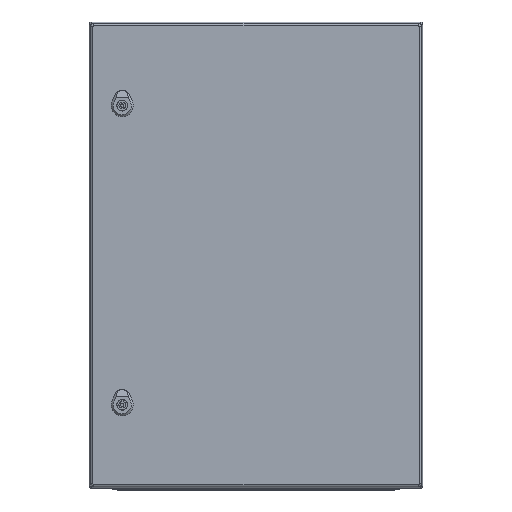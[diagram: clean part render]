
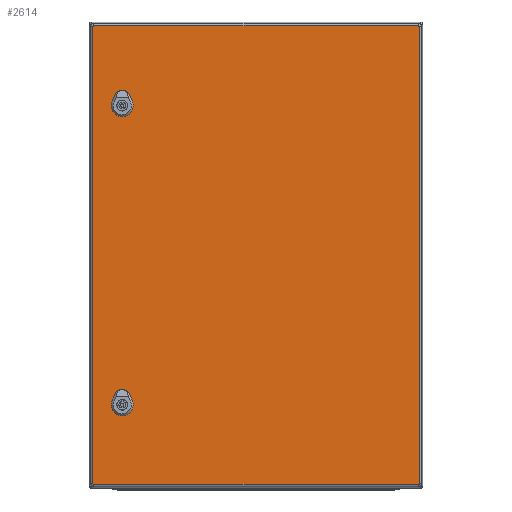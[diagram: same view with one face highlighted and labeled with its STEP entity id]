
A CAD part, top view. The second image highlights one B-rep face of the part: STEP entity #2614.
In plain terms, the highlighted face is planar.
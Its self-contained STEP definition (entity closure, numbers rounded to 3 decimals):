
#1525=FACE_BOUND('',#3953,.T.);
#1526=FACE_BOUND('',#3954,.T.);
#1527=FACE_BOUND('',#3955,.T.);
#2173=CIRCLE('',#10665,1.);
#2174=CIRCLE('',#10666,1.);
#2175=CIRCLE('',#10667,1.);
#2176=CIRCLE('',#10668,1.);
#2177=CIRCLE('',#10669,11.25);
#2178=CIRCLE('',#10670,11.25);
#2179=CIRCLE('',#10671,11.25);
#2180=CIRCLE('',#10672,11.25);
#2181=CIRCLE('',#10673,11.25);
#2182=CIRCLE('',#10674,11.25);
#2183=CIRCLE('',#10675,11.25);
#2184=CIRCLE('',#10676,11.25);
#2614=ADVANCED_FACE('',(#1525,#1526,#1527),#2923,.F.);
#2923=PLANE('',#10677);
#3953=EDGE_LOOP('',(#5563,#5564,#5565,#5566,#5567,#5568,#5569,#5570));
#3954=EDGE_LOOP('',(#5571,#5572,#5573,#5574,#5575,#5576,#5577,#5578));
#3955=EDGE_LOOP('',(#5579,#5580,#5581,#5582,#5583,#5584,#5585,#5586));
#5563=ORIENTED_EDGE('',*,*,#8241,.F.);
#5564=ORIENTED_EDGE('',*,*,#8242,.F.);
#5565=ORIENTED_EDGE('',*,*,#8243,.F.);
#5566=ORIENTED_EDGE('',*,*,#8244,.F.);
#5567=ORIENTED_EDGE('',*,*,#8245,.F.);
#5568=ORIENTED_EDGE('',*,*,#8246,.F.);
#5569=ORIENTED_EDGE('',*,*,#8247,.F.);
#5570=ORIENTED_EDGE('',*,*,#8248,.F.);
#5571=ORIENTED_EDGE('',*,*,#8249,.T.);
#5572=ORIENTED_EDGE('',*,*,#8250,.T.);
#5573=ORIENTED_EDGE('',*,*,#8251,.T.);
#5574=ORIENTED_EDGE('',*,*,#8252,.T.);
#5575=ORIENTED_EDGE('',*,*,#8253,.T.);
#5576=ORIENTED_EDGE('',*,*,#8254,.T.);
#5577=ORIENTED_EDGE('',*,*,#8255,.T.);
#5578=ORIENTED_EDGE('',*,*,#8256,.T.);
#5579=ORIENTED_EDGE('',*,*,#8257,.F.);
#5580=ORIENTED_EDGE('',*,*,#8258,.F.);
#5581=ORIENTED_EDGE('',*,*,#8259,.F.);
#5582=ORIENTED_EDGE('',*,*,#8260,.F.);
#5583=ORIENTED_EDGE('',*,*,#8261,.F.);
#5584=ORIENTED_EDGE('',*,*,#8262,.F.);
#5585=ORIENTED_EDGE('',*,*,#8263,.F.);
#5586=ORIENTED_EDGE('',*,*,#8264,.F.);
#7219=VERTEX_POINT('',#15732);
#7220=VERTEX_POINT('',#15733);
#7221=VERTEX_POINT('',#15735);
#7222=VERTEX_POINT('',#15737);
#7223=VERTEX_POINT('',#15739);
#7224=VERTEX_POINT('',#15741);
#7225=VERTEX_POINT('',#15743);
#7226=VERTEX_POINT('',#15745);
#7227=VERTEX_POINT('',#15748);
#7228=VERTEX_POINT('',#15749);
#7229=VERTEX_POINT('',#15751);
#7230=VERTEX_POINT('',#15753);
#7231=VERTEX_POINT('',#15755);
#7232=VERTEX_POINT('',#15757);
#7233=VERTEX_POINT('',#15759);
#7234=VERTEX_POINT('',#15761);
#7235=VERTEX_POINT('',#15764);
#7236=VERTEX_POINT('',#15765);
#7237=VERTEX_POINT('',#15767);
#7238=VERTEX_POINT('',#15769);
#7239=VERTEX_POINT('',#15771);
#7240=VERTEX_POINT('',#15773);
#7241=VERTEX_POINT('',#15775);
#7242=VERTEX_POINT('',#15777);
#8241=EDGE_CURVE('',#7219,#7220,#2173,.T.);
#8242=EDGE_CURVE('',#7221,#7219,#9065,.T.);
#8243=EDGE_CURVE('',#7222,#7221,#2174,.T.);
#8244=EDGE_CURVE('',#7223,#7222,#9066,.T.);
#8245=EDGE_CURVE('',#7224,#7223,#2175,.T.);
#8246=EDGE_CURVE('',#7225,#7224,#9067,.T.);
#8247=EDGE_CURVE('',#7226,#7225,#2176,.T.);
#8248=EDGE_CURVE('',#7220,#7226,#9068,.T.);
#8249=EDGE_CURVE('',#7227,#7228,#9069,.T.);
#8250=EDGE_CURVE('',#7228,#7229,#2177,.T.);
#8251=EDGE_CURVE('',#7229,#7230,#9070,.T.);
#8252=EDGE_CURVE('',#7230,#7231,#2178,.T.);
#8253=EDGE_CURVE('',#7231,#7232,#9071,.T.);
#8254=EDGE_CURVE('',#7232,#7233,#2179,.T.);
#8255=EDGE_CURVE('',#7233,#7234,#9072,.T.);
#8256=EDGE_CURVE('',#7234,#7227,#2180,.T.);
#8257=EDGE_CURVE('',#7235,#7236,#2181,.T.);
#8258=EDGE_CURVE('',#7237,#7235,#9073,.T.);
#8259=EDGE_CURVE('',#7238,#7237,#2182,.T.);
#8260=EDGE_CURVE('',#7239,#7238,#9074,.T.);
#8261=EDGE_CURVE('',#7240,#7239,#2183,.T.);
#8262=EDGE_CURVE('',#7241,#7240,#9075,.T.);
#8263=EDGE_CURVE('',#7242,#7241,#2184,.T.);
#8264=EDGE_CURVE('',#7236,#7242,#9076,.T.);
#9065=LINE('',#15734,#9717);
#9066=LINE('',#15738,#9718);
#9067=LINE('',#15742,#9719);
#9068=LINE('',#15746,#9720);
#9069=LINE('',#15747,#9721);
#9070=LINE('',#15752,#9722);
#9071=LINE('',#15756,#9723);
#9072=LINE('',#15760,#9724);
#9073=LINE('',#15766,#9725);
#9074=LINE('',#15770,#9726);
#9075=LINE('',#15774,#9727);
#9076=LINE('',#15778,#9728);
#9717=VECTOR('',#12715,1.);
#9718=VECTOR('',#12718,1.);
#9719=VECTOR('',#12721,1.);
#9720=VECTOR('',#12724,1.);
#9721=VECTOR('',#12725,1.);
#9722=VECTOR('',#12728,1.);
#9723=VECTOR('',#12731,1.);
#9724=VECTOR('',#12734,1.);
#9725=VECTOR('',#12739,1.);
#9726=VECTOR('',#12742,1.);
#9727=VECTOR('',#12745,1.);
#9728=VECTOR('',#12748,1.);
#10665=AXIS2_PLACEMENT_3D('',#15731,#12713,#12714);
#10666=AXIS2_PLACEMENT_3D('',#15736,#12716,#12717);
#10667=AXIS2_PLACEMENT_3D('',#15740,#12719,#12720);
#10668=AXIS2_PLACEMENT_3D('',#15744,#12722,#12723);
#10669=AXIS2_PLACEMENT_3D('',#15750,#12726,#12727);
#10670=AXIS2_PLACEMENT_3D('',#15754,#12729,#12730);
#10671=AXIS2_PLACEMENT_3D('',#15758,#12732,#12733);
#10672=AXIS2_PLACEMENT_3D('',#15762,#12735,#12736);
#10673=AXIS2_PLACEMENT_3D('',#15763,#12737,#12738);
#10674=AXIS2_PLACEMENT_3D('',#15768,#12740,#12741);
#10675=AXIS2_PLACEMENT_3D('',#15772,#12743,#12744);
#10676=AXIS2_PLACEMENT_3D('',#15776,#12746,#12747);
#10677=AXIS2_PLACEMENT_3D('',#15779,#12749,#12750);
#12713=DIRECTION('',(0.,0.,1.));
#12714=DIRECTION('',(1.,0.,0.));
#12715=DIRECTION('',(0.,-1.,0.));
#12716=DIRECTION('',(0.,0.,1.));
#12717=DIRECTION('',(1.,0.,0.));
#12718=DIRECTION('',(-1.,0.,0.));
#12719=DIRECTION('',(0.,0.,1.));
#12720=DIRECTION('',(1.,0.,0.));
#12721=DIRECTION('',(0.,1.,0.));
#12722=DIRECTION('',(0.,0.,1.));
#12723=DIRECTION('',(1.,0.,0.));
#12724=DIRECTION('',(1.,0.,0.));
#12725=DIRECTION('',(-1.,0.,0.));
#12726=DIRECTION('',(0.,0.,1.));
#12727=DIRECTION('',(1.,0.,0.));
#12728=DIRECTION('',(0.,-1.,0.));
#12729=DIRECTION('',(0.,0.,1.));
#12730=DIRECTION('',(1.,0.,0.));
#12731=DIRECTION('',(1.,0.,0.));
#12732=DIRECTION('',(0.,0.,1.));
#12733=DIRECTION('',(1.,0.,0.));
#12734=DIRECTION('',(0.,1.,0.));
#12735=DIRECTION('',(0.,0.,1.));
#12736=DIRECTION('',(1.,0.,0.));
#12737=DIRECTION('',(0.,0.,-1.));
#12738=DIRECTION('',(1.,0.,0.));
#12739=DIRECTION('',(-1.,0.,0.));
#12740=DIRECTION('',(0.,0.,-1.));
#12741=DIRECTION('',(1.,0.,0.));
#12742=DIRECTION('',(0.,-1.,0.));
#12743=DIRECTION('',(0.,0.,-1.));
#12744=DIRECTION('',(1.,0.,0.));
#12745=DIRECTION('',(1.,0.,0.));
#12746=DIRECTION('',(0.,0.,-1.));
#12747=DIRECTION('',(1.,0.,0.));
#12748=DIRECTION('',(0.,1.,0.));
#12749=DIRECTION('',(0.,0.,1.));
#12750=DIRECTION('',(1.,0.,0.));
#15731=CARTESIAN_POINT('',(-243.75,-343.,0.));
#15732=CARTESIAN_POINT('',(-244.75,-343.,0.));
#15733=CARTESIAN_POINT('',(-243.75,-344.,0.));
#15734=CARTESIAN_POINT('',(-244.75,343.,0.));
#15735=CARTESIAN_POINT('',(-244.75,343.,0.));
#15736=CARTESIAN_POINT('',(-243.75,343.,0.));
#15737=CARTESIAN_POINT('',(-243.75,344.,0.));
#15738=CARTESIAN_POINT('',(243.75,344.,0.));
#15739=CARTESIAN_POINT('',(243.75,344.,0.));
#15740=CARTESIAN_POINT('',(243.75,343.,0.));
#15741=CARTESIAN_POINT('',(244.75,343.,0.));
#15742=CARTESIAN_POINT('',(244.75,-343.,0.));
#15743=CARTESIAN_POINT('',(244.75,-343.,0.));
#15744=CARTESIAN_POINT('',(243.75,-343.,0.));
#15745=CARTESIAN_POINT('',(243.75,-344.,0.));
#15746=CARTESIAN_POINT('',(-243.75,-344.,0.));
#15747=CARTESIAN_POINT('',(-243.75,234.7,0.));
#15748=CARTESIAN_POINT('',(205.496,234.7,0.));
#15749=CARTESIAN_POINT('',(196.004,234.7,0.));
#15750=CARTESIAN_POINT('',(200.75,224.5,0.));
#15751=CARTESIAN_POINT('',(190.55,229.246,0.));
#15752=CARTESIAN_POINT('',(190.55,343.,0.));
#15753=CARTESIAN_POINT('',(190.55,219.754,0.));
#15754=CARTESIAN_POINT('',(200.75,224.5,0.));
#15755=CARTESIAN_POINT('',(196.004,214.3,0.));
#15756=CARTESIAN_POINT('',(-243.75,214.3,0.));
#15757=CARTESIAN_POINT('',(205.496,214.3,0.));
#15758=CARTESIAN_POINT('',(200.75,224.5,0.));
#15759=CARTESIAN_POINT('',(210.95,219.754,0.));
#15760=CARTESIAN_POINT('',(210.95,343.,0.));
#15761=CARTESIAN_POINT('',(210.95,229.246,0.));
#15762=CARTESIAN_POINT('',(200.75,224.5,0.));
#15763=CARTESIAN_POINT('',(200.75,-224.5,0.));
#15764=CARTESIAN_POINT('',(196.004,-234.7,0.));
#15765=CARTESIAN_POINT('',(190.55,-229.246,0.));
#15766=CARTESIAN_POINT('',(-243.75,-234.7,0.));
#15767=CARTESIAN_POINT('',(205.496,-234.7,0.));
#15768=CARTESIAN_POINT('',(200.75,-224.5,0.));
#15769=CARTESIAN_POINT('',(210.95,-229.246,0.));
#15770=CARTESIAN_POINT('',(210.95,343.,0.));
#15771=CARTESIAN_POINT('',(210.95,-219.754,0.));
#15772=CARTESIAN_POINT('',(200.75,-224.5,0.));
#15773=CARTESIAN_POINT('',(205.496,-214.3,0.));
#15774=CARTESIAN_POINT('',(-243.75,-214.3,0.));
#15775=CARTESIAN_POINT('',(196.004,-214.3,0.));
#15776=CARTESIAN_POINT('',(200.75,-224.5,0.));
#15777=CARTESIAN_POINT('',(190.55,-219.754,0.));
#15778=CARTESIAN_POINT('',(190.55,343.,0.));
#15779=CARTESIAN_POINT('',(-243.75,343.,0.));
